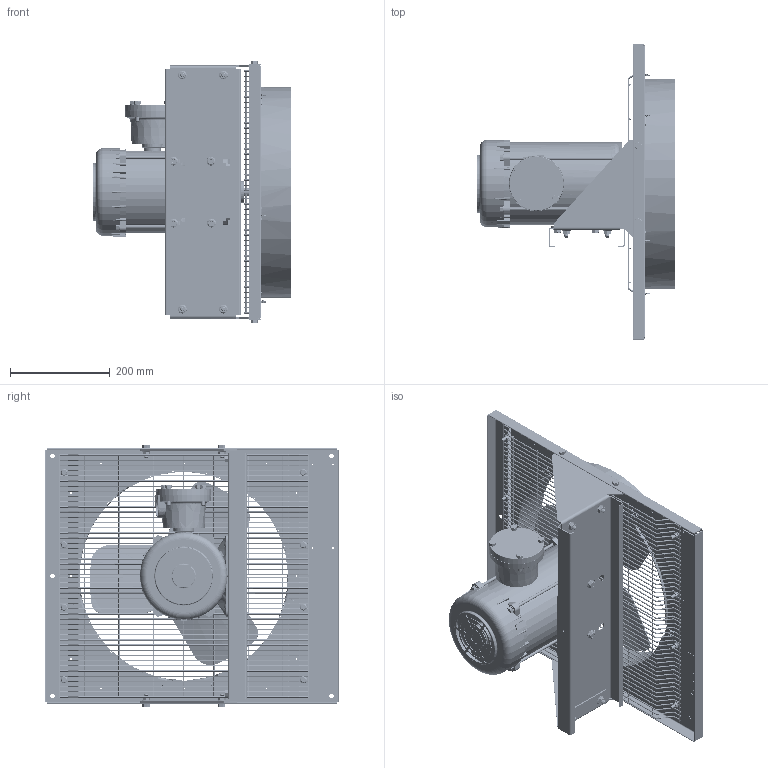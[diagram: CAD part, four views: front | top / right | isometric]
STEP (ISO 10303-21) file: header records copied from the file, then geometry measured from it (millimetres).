
FILE_DESCRIPTION (( 'STEP AP214' ), '1' );
FILE_NAME ('XEF-16-FM.STEP', '2024-10-04T20:04:42', ( '' ), ( '' ), 'SwSTEP 2.0', 'SolidWorks 2023', '' );
FILE_SCHEMA (( 'AUTOMOTIVE_DESIGN' ));
Length unit declared in the file: inch
Products named in the file (1): XEF-16-FM
Bounding box: 398.96 x 592.07 x 525.78 mm (x, y, z)
Volume: 7410236 mm3; surface area: 1934746.7 mm2
Topology: 148 solids, 148 shells, 6614 faces, 15775 edges, 9523 vertices
Faces by surface type: cylinder 2265, plane 1689, cone 1501, torus 581, bspline 560, sphere 18
Entity records: 308929 total; most frequent: CARTESIAN_POINT 70897, DIRECTION 31862, ORIENTED_EDGE 31498, EDGE_CURVE 15749, AXIS2_PLACEMENT_3D 12690, VERTEX_POINT 9523, EDGE_LOOP 6982, LENGTH_MEASURE_WITH_UNIT 6763
